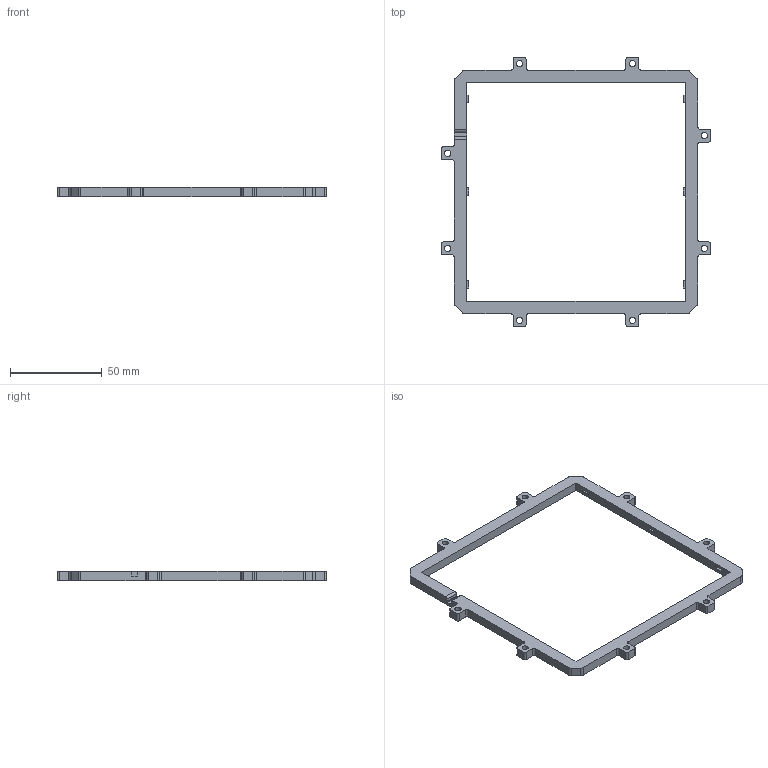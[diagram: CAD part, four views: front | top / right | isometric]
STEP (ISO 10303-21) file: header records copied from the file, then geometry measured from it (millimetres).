
FILE_DESCRIPTION (( 'STEP AP203' ), '1' );
FILE_NAME ('Filter-Mounting-Bracket.STEP', '2021-07-02T12:11:17', ( '' ), ( '' ), 'SwSTEP 2.0', 'SolidWorks 2019', '' );
FILE_SCHEMA (( 'CONFIG_CONTROL_DESIGN' ));
Length unit declared in the file: millimetre
Products named in the file (1): Filter-Mounting-Bracket
Bounding box: 147.2 x 147.2 x 5 mm (x, y, z)
Volume: 18972.4 mm3; surface area: 13571.9 mm2
Topology: 1 solids, 1 shells, 145 faces, 414 edges, 276 vertices
Faces by surface type: plane 85, cylinder 60
Entity records: 4861 total; most frequent: CARTESIAN_POINT 836, ORIENTED_EDGE 828, DIRECTION 826, EDGE_CURVE 414, LINE 294, VECTOR 294, VERTEX_POINT 276, AXIS2_PLACEMENT_3D 266
